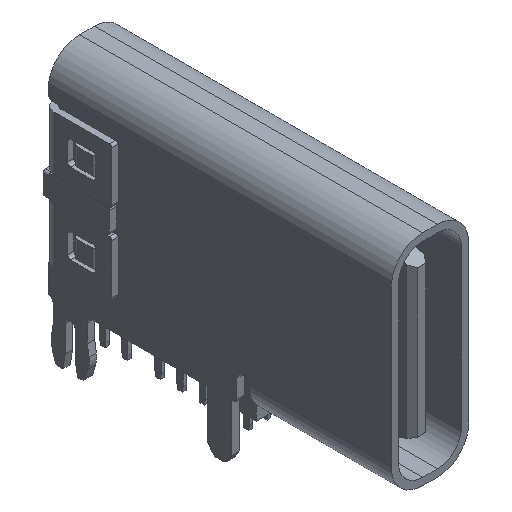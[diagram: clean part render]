
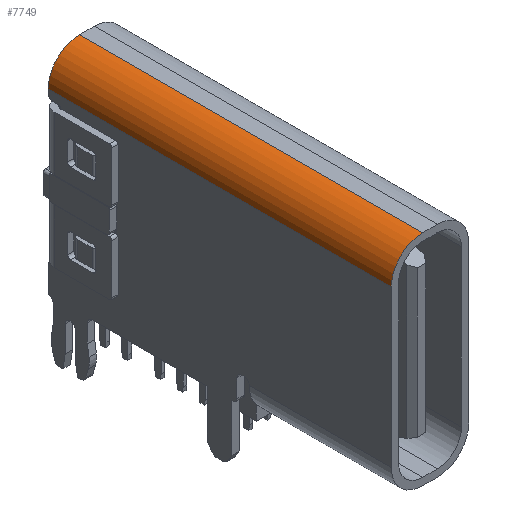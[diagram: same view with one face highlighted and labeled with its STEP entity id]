
A CAD part, isometric view. The second image highlights one B-rep face of the part: STEP entity #7749.
In plain terms, the highlighted cylindrical face has radius 1.28 mm (diameter 2.56 mm), a partial arc.
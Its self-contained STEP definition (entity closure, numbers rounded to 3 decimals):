
#671=FACE_OUTER_BOUND('',#1098,.T.);
#1098=EDGE_LOOP('',(#6809,#6810,#6811,#6812));
#1609=LINE('',#11885,#2498);
#1849=LINE('',#12491,#2738);
#2498=VECTOR('',#9619,10.);
#2738=VECTOR('',#10261,10.);
#3167=CIRCLE('',#8247,1.28);
#3218=CIRCLE('',#8431,1.28);
#3623=VERTEX_POINT('',#11882);
#3624=VERTEX_POINT('',#11884);
#3636=VERTEX_POINT('',#11935);
#3789=VERTEX_POINT('',#12489);
#4525=EDGE_CURVE('',#3623,#3624,#1609,.T.);
#4551=EDGE_CURVE('',#3624,#3636,#3167,.T.);
#4829=EDGE_CURVE('',#3789,#3636,#1849,.T.);
#4830=EDGE_CURVE('',#3623,#3789,#3218,.T.);
#6809=ORIENTED_EDGE('',*,*,#4830,.T.);
#6810=ORIENTED_EDGE('',*,*,#4829,.T.);
#6811=ORIENTED_EDGE('',*,*,#4551,.F.);
#6812=ORIENTED_EDGE('',*,*,#4525,.F.);
#7444=CYLINDRICAL_SURFACE('',#8430,1.28);
#7749=ADVANCED_FACE('',(#671),#7444,.T.);
#8247=AXIS2_PLACEMENT_3D('',#11936,#9676,#9677);
#8430=AXIS2_PLACEMENT_3D('',#12492,#10262,#10263);
#8431=AXIS2_PLACEMENT_3D('',#12493,#10264,#10265);
#9619=DIRECTION('',(0.,1.,0.));
#9676=DIRECTION('center_axis',(0.,1.,0.));
#9677=DIRECTION('ref_axis',(-1.,0.,0.));
#10261=DIRECTION('',(0.,1.,0.));
#10262=DIRECTION('center_axis',(0.,1.,0.));
#10263=DIRECTION('ref_axis',(-1.,0.,0.));
#10264=DIRECTION('center_axis',(0.,1.,0.));
#10265=DIRECTION('ref_axis',(-1.,0.,0.));
#11882=CARTESIAN_POINT('',(-1.58,0.,3.19));
#11884=CARTESIAN_POINT('',(-1.58,14.,3.19));
#11885=CARTESIAN_POINT('',(-1.58,0.,3.19));
#11935=CARTESIAN_POINT('',(-0.3,14.,4.47));
#11936=CARTESIAN_POINT('Origin',(-0.3,14.,3.19));
#12489=CARTESIAN_POINT('',(-0.3,0.,4.47));
#12491=CARTESIAN_POINT('',(-0.3,0.,4.47));
#12492=CARTESIAN_POINT('Origin',(-0.3,0.,3.19));
#12493=CARTESIAN_POINT('Origin',(-0.3,0.,3.19));
